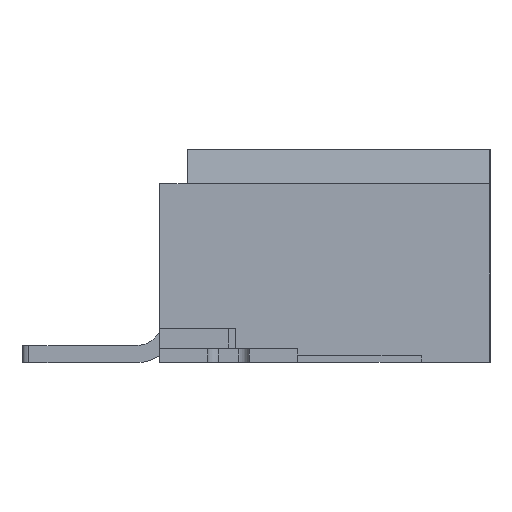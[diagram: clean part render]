
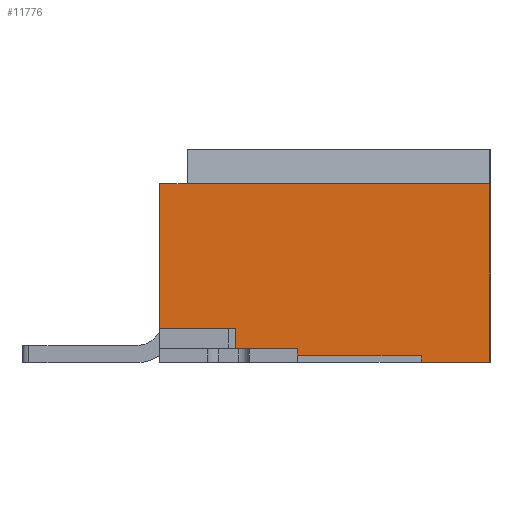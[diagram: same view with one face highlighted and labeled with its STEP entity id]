
A CAD part, left-side view. The second image highlights one B-rep face of the part: STEP entity #11776.
In plain terms, the highlighted planar face has unit normal (-1, 0, 0).
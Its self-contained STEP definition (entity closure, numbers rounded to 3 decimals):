
#1502=ORIENTED_EDGE('',*,*,#4667,.F.);
#1503=ORIENTED_EDGE('',*,*,#4668,.T.);
#1504=ORIENTED_EDGE('',*,*,#4669,.T.);
#1505=ORIENTED_EDGE('',*,*,#4670,.T.);
#1506=ORIENTED_EDGE('',*,*,#4671,.F.);
#1507=ORIENTED_EDGE('',*,*,#4672,.F.);
#1508=ORIENTED_EDGE('',*,*,#4673,.T.);
#1509=ORIENTED_EDGE('',*,*,#4674,.T.);
#1510=ORIENTED_EDGE('',*,*,#4675,.T.);
#4667=EDGE_CURVE('',#6212,#6213,#7510,.T.);
#4668=EDGE_CURVE('',#6212,#6214,#7511,.T.);
#4669=EDGE_CURVE('',#6214,#6215,#7512,.T.);
#4670=EDGE_CURVE('',#6215,#6216,#7513,.T.);
#4671=EDGE_CURVE('',#6217,#6216,#7514,.T.);
#4672=EDGE_CURVE('',#6218,#6217,#7515,.T.);
#4673=EDGE_CURVE('',#6218,#5665,#7516,.T.);
#4674=EDGE_CURVE('',#5665,#6219,#7517,.T.);
#4675=EDGE_CURVE('',#6219,#6213,#7518,.T.);
#5665=VERTEX_POINT('',#16361);
#6212=VERTEX_POINT('',#17802);
#6213=VERTEX_POINT('',#17803);
#6214=VERTEX_POINT('',#17805);
#6215=VERTEX_POINT('',#17807);
#6216=VERTEX_POINT('',#17809);
#6217=VERTEX_POINT('',#17811);
#6218=VERTEX_POINT('',#17813);
#6219=VERTEX_POINT('',#17816);
#7510=LINE('',#17801,#9158);
#7511=LINE('',#17804,#9159);
#7512=LINE('',#17806,#9160);
#7513=LINE('',#17808,#9161);
#7514=LINE('',#17810,#9162);
#7515=LINE('',#17812,#9163);
#7516=LINE('',#17814,#9164);
#7517=LINE('',#17815,#9165);
#7518=LINE('',#17817,#9166);
#9158=VECTOR('',#14221,1000.);
#9159=VECTOR('',#14222,1000.);
#9160=VECTOR('',#14223,1000.);
#9161=VECTOR('',#14224,1000.);
#9162=VECTOR('',#14225,1000.);
#9163=VECTOR('',#14226,1000.);
#9164=VECTOR('',#14227,1000.);
#9165=VECTOR('',#14228,1000.);
#9166=VECTOR('',#14229,1000.);
#10075=EDGE_LOOP('',(#1502,#1503,#1504,#1505,#1506,#1507,#1508,#1509,#1510));
#10658=FACE_BOUND('',#10075,.T.);
#11222=PLANE('',#12447);
#11776=ADVANCED_FACE('',(#10658),#11222,.F.);
#12447=AXIS2_PLACEMENT_3D('',#17800,#14219,#14220);
#14219=DIRECTION('',(1.,0.,0.));
#14220=DIRECTION('',(0.,0.,-1.));
#14221=DIRECTION('',(0.,1.,0.));
#14222=DIRECTION('',(0.,0.,-1.));
#14223=DIRECTION('',(0.,-1.,0.));
#14224=DIRECTION('',(0.,0.,-1.));
#14225=DIRECTION('',(0.,1.,0.));
#14226=DIRECTION('',(0.,0.,-1.));
#14227=DIRECTION('',(0.,1.,0.));
#14228=DIRECTION('',(0.,1.,0.));
#14229=DIRECTION('',(0.,0.,-1.));
#16361=CARTESIAN_POINT('',(-10.9,2.,1.05));
#17800=CARTESIAN_POINT('',(-10.9,-2.4,1.05));
#17801=CARTESIAN_POINT('',(-10.9,1.3,-1.05));
#17802=CARTESIAN_POINT('',(-10.9,1.3,-1.05));
#17803=CARTESIAN_POINT('',(-10.9,2.4,-1.05));
#17804=CARTESIAN_POINT('',(-10.9,1.3,-1.05));
#17805=CARTESIAN_POINT('',(-10.9,1.3,-1.45));
#17806=CARTESIAN_POINT('',(-10.9,2.4,-1.45));
#17807=CARTESIAN_POINT('',(-10.9,-1.4,-1.45));
#17808=CARTESIAN_POINT('',(-10.9,-1.4,-1.45));
#17809=CARTESIAN_POINT('',(-10.9,-1.4,-1.55));
#17810=CARTESIAN_POINT('',(-10.9,-2.4,-1.55));
#17811=CARTESIAN_POINT('',(-10.9,-2.4,-1.55));
#17812=CARTESIAN_POINT('',(-10.9,-2.4,1.05));
#17813=CARTESIAN_POINT('',(-10.9,-2.4,1.05));
#17814=CARTESIAN_POINT('',(-10.9,-2.4,1.05));
#17815=CARTESIAN_POINT('',(-10.9,2.,1.05));
#17816=CARTESIAN_POINT('',(-10.9,2.4,1.05));
#17817=CARTESIAN_POINT('',(-10.9,2.4,1.05));
